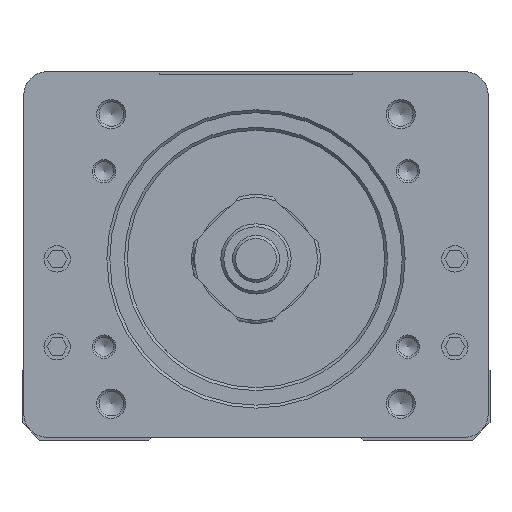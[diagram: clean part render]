
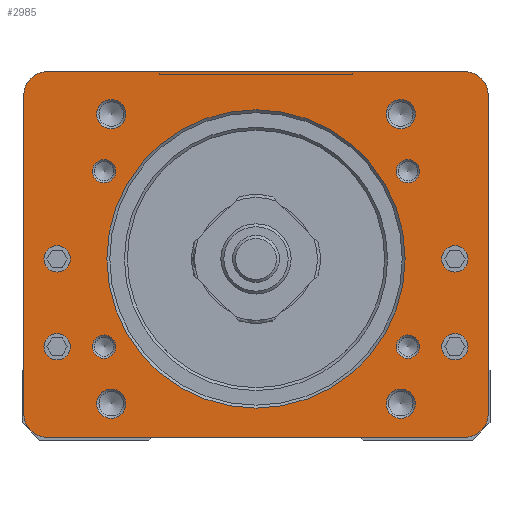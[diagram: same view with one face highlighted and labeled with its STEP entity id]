
A CAD part, front view. The second image highlights one B-rep face of the part: STEP entity #2985.
In plain terms, the highlighted planar face has unit normal (0, -1, 0).
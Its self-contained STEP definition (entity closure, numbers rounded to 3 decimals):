
#1220=FACE_BOUND('',#5826,.T.);
#1221=FACE_BOUND('',#5827,.T.);
#1222=FACE_BOUND('',#5828,.T.);
#1223=FACE_BOUND('',#5829,.T.);
#1224=FACE_BOUND('',#5830,.T.);
#1225=FACE_BOUND('',#5831,.T.);
#1226=FACE_BOUND('',#5832,.T.);
#1227=FACE_BOUND('',#5833,.T.);
#1228=FACE_BOUND('',#5834,.T.);
#1229=FACE_BOUND('',#5835,.T.);
#1230=FACE_BOUND('',#5836,.T.);
#1231=FACE_BOUND('',#5837,.T.);
#1232=FACE_BOUND('',#5838,.T.);
#1233=FACE_BOUND('',#5839,.T.);
#1868=CIRCLE('',#20366,4.);
#1869=CIRCLE('',#20368,4.);
#1870=CIRCLE('',#20370,2.);
#1871=CIRCLE('',#20372,2.);
#1872=CIRCLE('',#20374,2.);
#1873=CIRCLE('',#20376,2.);
#1874=CIRCLE('',#20378,2.5);
#1875=CIRCLE('',#20380,2.5);
#1876=CIRCLE('',#20382,2.5);
#1877=CIRCLE('',#20384,2.5);
#1878=CIRCLE('',#20386,25.5);
#1883=CIRCLE('',#20395,2.25);
#1885=CIRCLE('',#20398,2.25);
#1887=CIRCLE('',#20401,2.25);
#1889=CIRCLE('',#20404,2.25);
#1946=CIRCLE('',#20538,4.);
#1948=CIRCLE('',#20541,4.);
#2985=ADVANCED_FACE('',(#1220,#1221,#1222,#1223,#1224,#1225,#1226,#1227,
#1228,#1229,#1230,#1231,#1232,#1233),#3817,.T.);
#3817=PLANE('',#20542);
#5826=EDGE_LOOP('',(#10054));
#5827=EDGE_LOOP('',(#10055));
#5828=EDGE_LOOP('',(#10056));
#5829=EDGE_LOOP('',(#10057));
#5830=EDGE_LOOP('',(#10058));
#5831=EDGE_LOOP('',(#10059));
#5832=EDGE_LOOP('',(#10060));
#5833=EDGE_LOOP('',(#10061));
#5834=EDGE_LOOP('',(#10062));
#5835=EDGE_LOOP('',(#10063));
#5836=EDGE_LOOP('',(#10064));
#5837=EDGE_LOOP('',(#10065));
#5838=EDGE_LOOP('',(#10066));
#5839=EDGE_LOOP('',(#10067,#10068,#10069,#10070,#10071,#10072,#10073,#10074));
#10054=ORIENTED_EDGE('',*,*,#14992,.T.);
#10055=ORIENTED_EDGE('',*,*,#14991,.T.);
#10056=ORIENTED_EDGE('',*,*,#14990,.T.);
#10057=ORIENTED_EDGE('',*,*,#14989,.T.);
#10058=ORIENTED_EDGE('',*,*,#14988,.T.);
#10059=ORIENTED_EDGE('',*,*,#14987,.T.);
#10060=ORIENTED_EDGE('',*,*,#14986,.T.);
#10061=ORIENTED_EDGE('',*,*,#14985,.T.);
#10062=ORIENTED_EDGE('',*,*,#14984,.T.);
#10063=ORIENTED_EDGE('',*,*,#15004,.T.);
#10064=ORIENTED_EDGE('',*,*,#15002,.T.);
#10065=ORIENTED_EDGE('',*,*,#15000,.T.);
#10066=ORIENTED_EDGE('',*,*,#14998,.T.);
#10067=ORIENTED_EDGE('',*,*,#15176,.T.);
#10068=ORIENTED_EDGE('',*,*,#15179,.T.);
#10069=ORIENTED_EDGE('',*,*,#15180,.T.);
#10070=ORIENTED_EDGE('',*,*,#15104,.T.);
#10071=ORIENTED_EDGE('',*,*,#14982,.T.);
#10072=ORIENTED_EDGE('',*,*,#15046,.T.);
#10073=ORIENTED_EDGE('',*,*,#14979,.T.);
#10074=ORIENTED_EDGE('',*,*,#15097,.T.);
#12655=VERTEX_POINT('',#31313);
#12656=VERTEX_POINT('',#31315);
#12657=VERTEX_POINT('',#31319);
#12658=VERTEX_POINT('',#31321);
#12659=VERTEX_POINT('',#31325);
#12660=VERTEX_POINT('',#31328);
#12661=VERTEX_POINT('',#31331);
#12662=VERTEX_POINT('',#31334);
#12663=VERTEX_POINT('',#31337);
#12664=VERTEX_POINT('',#31340);
#12665=VERTEX_POINT('',#31343);
#12666=VERTEX_POINT('',#31346);
#12667=VERTEX_POINT('',#31349);
#12672=VERTEX_POINT('',#31364);
#12674=VERTEX_POINT('',#31369);
#12676=VERTEX_POINT('',#31374);
#12678=VERTEX_POINT('',#31379);
#12740=VERTEX_POINT('',#31678);
#12745=VERTEX_POINT('',#31692);
#12802=VERTEX_POINT('',#32007);
#12804=VERTEX_POINT('',#32013);
#14979=EDGE_CURVE('',#12656,#12655,#1868,.T.);
#14982=EDGE_CURVE('',#12658,#12657,#1869,.T.);
#14984=EDGE_CURVE('',#12659,#12659,#1870,.T.);
#14985=EDGE_CURVE('',#12660,#12660,#1871,.T.);
#14986=EDGE_CURVE('',#12661,#12661,#1872,.T.);
#14987=EDGE_CURVE('',#12662,#12662,#1873,.T.);
#14988=EDGE_CURVE('',#12663,#12663,#1874,.T.);
#14989=EDGE_CURVE('',#12664,#12664,#1875,.T.);
#14990=EDGE_CURVE('',#12665,#12665,#1876,.T.);
#14991=EDGE_CURVE('',#12666,#12666,#1877,.T.);
#14992=EDGE_CURVE('',#12667,#12667,#1878,.T.);
#14998=EDGE_CURVE('',#12672,#12672,#1883,.T.);
#15000=EDGE_CURVE('',#12674,#12674,#1885,.T.);
#15002=EDGE_CURVE('',#12676,#12676,#1887,.T.);
#15004=EDGE_CURVE('',#12678,#12678,#1889,.T.);
#15046=EDGE_CURVE('',#12657,#12656,#17094,.T.);
#15097=EDGE_CURVE('',#12655,#12740,#17119,.T.);
#15104=EDGE_CURVE('',#12745,#12658,#17126,.T.);
#15176=EDGE_CURVE('',#12740,#12802,#1946,.T.);
#15179=EDGE_CURVE('',#12802,#12804,#17154,.T.);
#15180=EDGE_CURVE('',#12804,#12745,#1948,.T.);
#17094=LINE('',#31524,#18868);
#17119=LINE('',#31679,#18893);
#17126=LINE('',#31691,#18900);
#17154=LINE('',#32012,#18928);
#18868=VECTOR('',#24696,1.);
#18893=VECTOR('',#24821,1.);
#18900=VECTOR('',#24830,1.);
#18928=VECTOR('',#24970,1.);
#20366=AXIS2_PLACEMENT_3D('',#31314,#24535,#24536);
#20368=AXIS2_PLACEMENT_3D('',#31320,#24541,#24542);
#20370=AXIS2_PLACEMENT_3D('',#31324,#24546,#24547);
#20372=AXIS2_PLACEMENT_3D('',#31327,#24550,#24551);
#20374=AXIS2_PLACEMENT_3D('',#31330,#24554,#24555);
#20376=AXIS2_PLACEMENT_3D('',#31333,#24558,#24559);
#20378=AXIS2_PLACEMENT_3D('',#31336,#24562,#24563);
#20380=AXIS2_PLACEMENT_3D('',#31339,#24566,#24567);
#20382=AXIS2_PLACEMENT_3D('',#31342,#24570,#24571);
#20384=AXIS2_PLACEMENT_3D('',#31345,#24574,#24575);
#20386=AXIS2_PLACEMENT_3D('',#31348,#24578,#24579);
#20395=AXIS2_PLACEMENT_3D('',#31363,#24597,#24598);
#20398=AXIS2_PLACEMENT_3D('',#31368,#24603,#24604);
#20401=AXIS2_PLACEMENT_3D('',#31373,#24609,#24610);
#20404=AXIS2_PLACEMENT_3D('',#31378,#24615,#24616);
#20538=AXIS2_PLACEMENT_3D('',#32006,#24963,#24964);
#20541=AXIS2_PLACEMENT_3D('',#32014,#24971,#24972);
#20542=AXIS2_PLACEMENT_3D('',#32015,#24973,#24974);
#24535=DIRECTION('',(0.,-1.,0.));
#24536=DIRECTION('',(1.,0.,0.));
#24541=DIRECTION('',(0.,-1.,0.));
#24542=DIRECTION('',(1.,0.,0.));
#24546=DIRECTION('',(0.,1.,0.));
#24547=DIRECTION('',(0.,0.,-1.));
#24550=DIRECTION('',(0.,1.,0.));
#24551=DIRECTION('',(0.,0.,-1.));
#24554=DIRECTION('',(0.,1.,0.));
#24555=DIRECTION('',(0.,0.,-1.));
#24558=DIRECTION('',(0.,1.,0.));
#24559=DIRECTION('',(0.,0.,-1.));
#24562=DIRECTION('',(0.,1.,0.));
#24563=DIRECTION('',(0.,0.,-1.));
#24566=DIRECTION('',(0.,1.,0.));
#24567=DIRECTION('',(0.,0.,-1.));
#24570=DIRECTION('',(0.,1.,0.));
#24571=DIRECTION('',(0.,0.,-1.));
#24574=DIRECTION('',(0.,1.,0.));
#24575=DIRECTION('',(0.,0.,-1.));
#24578=DIRECTION('',(0.,1.,0.));
#24579=DIRECTION('',(0.,0.,-1.));
#24597=DIRECTION('',(0.,1.,0.));
#24598=DIRECTION('',(0.,0.,-1.));
#24603=DIRECTION('',(0.,1.,0.));
#24604=DIRECTION('',(0.,0.,-1.));
#24609=DIRECTION('',(0.,1.,0.));
#24610=DIRECTION('',(0.,0.,-1.));
#24615=DIRECTION('',(0.,1.,0.));
#24616=DIRECTION('',(0.,0.,-1.));
#24696=DIRECTION('',(-1.,0.,0.));
#24821=DIRECTION('',(0.,0.,-1.));
#24830=DIRECTION('',(0.,0.,1.));
#24963=DIRECTION('',(0.,-1.,0.));
#24964=DIRECTION('',(1.,0.,0.));
#24970=DIRECTION('',(1.,0.,0.));
#24971=DIRECTION('',(0.,-1.,0.));
#24972=DIRECTION('',(1.,0.,0.));
#24973=DIRECTION('',(0.,-1.,0.));
#24974=DIRECTION('',(0.,0.,1.));
#31313=CARTESIAN_POINT('',(-39.7,-243.7,40.));
#31314=CARTESIAN_POINT('',(-35.7,-243.7,40.));
#31315=CARTESIAN_POINT('',(-35.7,-243.7,44.));
#31319=CARTESIAN_POINT('',(35.7,-243.7,44.));
#31320=CARTESIAN_POINT('',(35.7,-243.7,40.));
#31321=CARTESIAN_POINT('',(39.7,-243.7,40.));
#31324=CARTESIAN_POINT('',(-25.981,-243.7,27.));
#31325=CARTESIAN_POINT('',(-25.981,-243.7,25.));
#31327=CARTESIAN_POINT('',(-25.981,-243.7,-3.));
#31328=CARTESIAN_POINT('',(-25.981,-243.7,-5.));
#31330=CARTESIAN_POINT('',(25.981,-243.7,27.));
#31331=CARTESIAN_POINT('',(25.981,-243.7,25.));
#31333=CARTESIAN_POINT('',(25.981,-243.7,-3.));
#31334=CARTESIAN_POINT('',(25.981,-243.7,-5.));
#31336=CARTESIAN_POINT('',(24.749,-243.7,36.749));
#31337=CARTESIAN_POINT('',(24.749,-243.7,34.249));
#31339=CARTESIAN_POINT('',(24.749,-243.7,-12.749));
#31340=CARTESIAN_POINT('',(24.749,-243.7,-15.249));
#31342=CARTESIAN_POINT('',(-24.749,-243.7,-12.749));
#31343=CARTESIAN_POINT('',(-24.749,-243.7,-15.249));
#31345=CARTESIAN_POINT('',(-24.749,-243.7,36.749));
#31346=CARTESIAN_POINT('',(-24.749,-243.7,34.249));
#31348=CARTESIAN_POINT('',(0.,-243.7,12.));
#31349=CARTESIAN_POINT('',(0.,-243.7,-13.5));
#31363=CARTESIAN_POINT('',(34.,-243.7,12.));
#31364=CARTESIAN_POINT('',(34.,-243.7,9.75));
#31368=CARTESIAN_POINT('',(34.,-243.7,-3.));
#31369=CARTESIAN_POINT('',(34.,-243.7,-5.25));
#31373=CARTESIAN_POINT('',(-34.,-243.7,12.));
#31374=CARTESIAN_POINT('',(-34.,-243.7,9.75));
#31378=CARTESIAN_POINT('',(-34.,-243.7,-3.));
#31379=CARTESIAN_POINT('',(-34.,-243.7,-5.25));
#31524=CARTESIAN_POINT('',(35.7,-243.7,44.));
#31678=CARTESIAN_POINT('',(-39.7,-243.7,-14.5));
#31679=CARTESIAN_POINT('',(-39.7,-243.7,40.));
#31691=CARTESIAN_POINT('',(39.7,-243.7,-14.5));
#31692=CARTESIAN_POINT('',(39.7,-243.7,-14.5));
#32006=CARTESIAN_POINT('',(-35.7,-243.7,-14.5));
#32007=CARTESIAN_POINT('',(-35.7,-243.7,-18.5));
#32012=CARTESIAN_POINT('',(-35.7,-243.7,-18.5));
#32013=CARTESIAN_POINT('',(35.7,-243.7,-18.5));
#32014=CARTESIAN_POINT('',(35.7,-243.7,-14.5));
#32015=CARTESIAN_POINT('',(-35.7,-243.7,-14.5));
